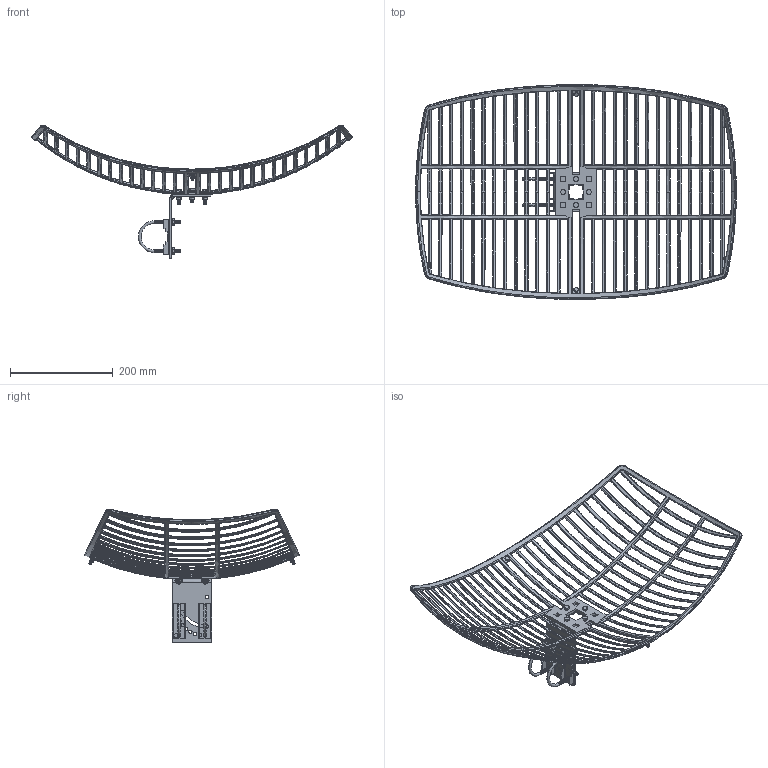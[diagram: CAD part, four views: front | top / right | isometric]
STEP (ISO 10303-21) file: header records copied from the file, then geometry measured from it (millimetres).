
FILE_DESCRIPTION (( 'STEP AP214' ), '1' );
FILE_NAME ('HGGH-06.STEP', '2012-11-08T21:12:39', ( 'x' ), ( '' ), 'SwSTEP 2.0', 'SolidWorks 2012', '' );
FILE_SCHEMA (( 'AUTOMOTIVE_DESIGN' ));
Length unit declared in the file: inch
Products named in the file (10): HGX-PMT07; HGGH-06_Swivel-L-Bracket; M5_LockW_W_ and Hex; M5-0.8x15mm; Grid-3_LockWasher; Grid-3_hexnut; Grid-3_FlatWasher; .25-20x1.0 Bolt-hex; Grid-3; HGGH-06
Assembly tree (24 placements, depth 2):
  HGGH-06
    Grid-3
    .25-20x1.0 Bolt-hex  x4
    Grid-3_FlatWasher  x4
    Grid-3_hexnut  x4
    Grid-3_LockWasher  x4
    M5-0.8x15mm  x2
    M5_LockW_W_ and Hex  x2
    HGGH-06_Swivel-L-Bracket
    HGX-PMT07  x2
Bounding box: 623.95 x 417.86 x 260.04 mm (x, y, z)
Volume: 405893.7 mm3; surface area: 322753.8 mm2
Topology: 26 solids, 26 shells, 2839 faces, 7341 edges, 4390 vertices
Faces by surface type: cone 1336, bspline 721, plane 459, cylinder 187, torus 136
Entity records: 101310 total; most frequent: CARTESIAN_POINT 39878, ORIENTED_EDGE 10130, DIRECTION 6248, EDGE_CURVE 5065, VERTEX_POINT 3174, AXIS2_PLACEMENT_3D 2566, EDGE_LOOP 1853, B_SPLINE_CURVE_WITH_KNOTS 1796
